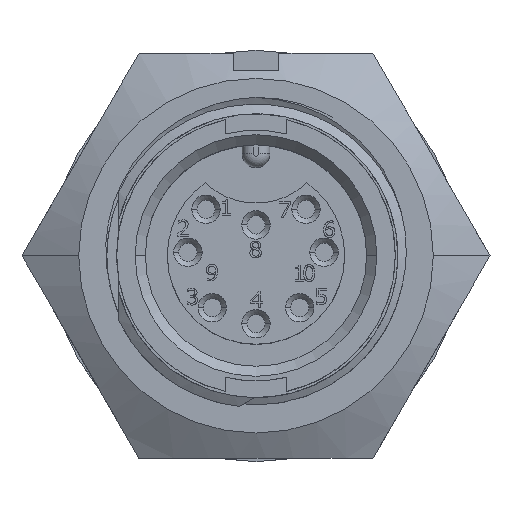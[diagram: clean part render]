
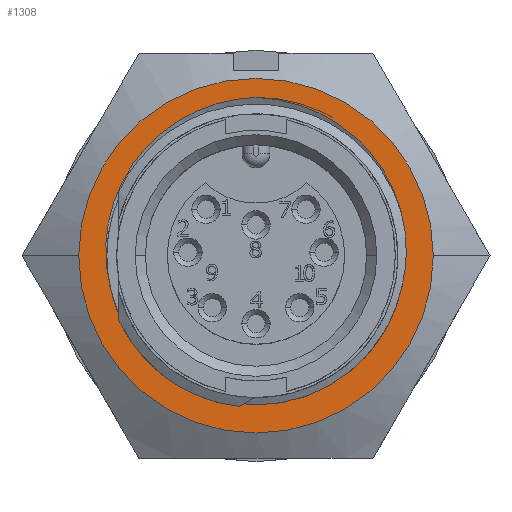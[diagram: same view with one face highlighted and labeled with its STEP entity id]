
A CAD part, top view. The second image highlights one B-rep face of the part: STEP entity #1308.
In plain terms, the highlighted planar face has unit normal (0, 0, 1).
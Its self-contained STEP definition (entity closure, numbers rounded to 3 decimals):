
#75 = B_SPLINE_CURVE_WITH_KNOTS ( 'NONE', 3,
 ( #29951, #2826, #12509, #17825, #25259, #15415, #22358, #3150, #7510, #5406, #12976, #30110, #17987, #104, #10087, #20257, #12660, #27377, #15094, #2981 ),
 .UNSPECIFIED., .F., .F.,
 ( 4, 2, 2, 2, 2, 2, 2, 2, 2, 4 ),
 ( 0., 0.001, 0.002, 0.003, 0.005, 0.007, 0.009, 0.01, 0.012, 0.014 ),
 .UNSPECIFIED. ) ;
#104 = CARTESIAN_POINT ( 'NONE',  ( 7.047, 2.994, -5.156 ) ) ;
#536 = ORIENTED_EDGE ( 'NONE', *, *, #4702, .T. ) ;
#849 = CARTESIAN_POINT ( 'NONE',  ( -6.877, -3.029, -5.156 ) ) ;
#887 = CARTESIAN_POINT ( 'NONE',  ( -5.156, 5.813, -5.156 ) ) ;
#1051 = CARTESIAN_POINT ( 'NONE',  ( -6.251, 4.521, -5.156 ) ) ;
#1308 = ADVANCED_FACE ( 'NONE', ( #27523, #14931 ), #17667, .F. ) ;
#1979 = ORIENTED_EDGE ( 'NONE', *, *, #24929, .F. ) ;
#2029 = AXIS2_PLACEMENT_3D ( 'NONE', #8978, #29019, #19153 ) ;
#2047 = CARTESIAN_POINT ( 'NONE',  ( -6.577, -3.601, -5.156 ) ) ;
#2826 = CARTESIAN_POINT ( 'NONE',  ( 0.286, 7.929, -5.156 ) ) ;
#2871 = EDGE_CURVE ( 'NONE', #27115, #8269, #15677, .T. ) ;
#2981 = CARTESIAN_POINT ( 'NONE',  ( 7.334, -1.47, -5.156 ) ) ;
#3145 = CARTESIAN_POINT ( 'NONE',  ( -5.866, -10.16, -5.156 ) ) ;
#3150 = CARTESIAN_POINT ( 'NONE',  ( 3.795, 6.845, -5.156 ) ) ;
#3295 = CARTESIAN_POINT ( 'NONE',  ( -7.517, -0.343, -5.156 ) ) ;
#3764 = CARTESIAN_POINT ( 'NONE',  ( -7.475, 1.358, -5.156 ) ) ;
#4012 = CIRCLE ( 'NONE', #28779, 8.89 ) ;
#4067 = CIRCLE ( 'NONE', #2029, 7.48 ) ;
#4680 = ORIENTED_EDGE ( 'NONE', *, *, #28567, .F. ) ;
#4702 = EDGE_CURVE ( 'NONE', #7693, #7315, #25276, .T. ) ;
#4773 = VERTEX_POINT ( 'NONE', #11182 ) ;
#4924 = EDGE_LOOP ( 'NONE', ( #21995, #29567, #24154, #9284, #536, #30437 ) ) ;
#5406 = CARTESIAN_POINT ( 'NONE',  ( 5.145, 5.822, -5.156 ) ) ;
#5721 = CARTESIAN_POINT ( 'NONE',  ( -7.534, -0.057, -5.156 ) ) ;
#6029 = CARTESIAN_POINT ( 'NONE',  ( -6.555, 4.03, -5.156 ) ) ;
#6192 = CARTESIAN_POINT ( 'NONE',  ( -2.248, 7.557, -5.156 ) ) ;
#6565 = CARTESIAN_POINT ( 'NONE',  ( -6.402, -3.87, -5.156 ) ) ;
#6724 = CARTESIAN_POINT ( 'NONE',  ( -6.877, -10.16, -5.156 ) ) ;
#7315 = VERTEX_POINT ( 'NONE', #24375 ) ;
#7510 = CARTESIAN_POINT ( 'NONE',  ( 4.269, 6.536, -5.156 ) ) ;
#7663 = DIRECTION ( 'NONE',  ( -1., 0., 0. ) ) ;
#7684 = CARTESIAN_POINT ( 'NONE',  ( -8.89, 0., -5.156 ) ) ;
#7693 = VERTEX_POINT ( 'NONE', #20796 ) ;
#8097 = DIRECTION ( 'NONE',  ( 0., 0., -1. ) ) ;
#8269 = VERTEX_POINT ( 'NONE', #849 ) ;
#8978 = CARTESIAN_POINT ( 'NONE',  ( 0., 0., -5.156 ) ) ;
#9149 = VERTEX_POINT ( 'NONE', #22866 ) ;
#9284 = ORIENTED_EDGE ( 'NONE', *, *, #27013, .F. ) ;
#10087 = CARTESIAN_POINT ( 'NONE',  ( 7.23, 2.457, -5.156 ) ) ;
#10102 = EDGE_CURVE ( 'NONE', #7315, #23164, #75, .T. ) ;
#10527 = CARTESIAN_POINT ( 'NONE',  ( 0., 0., -5.156 ) ) ;
#11182 = CARTESIAN_POINT ( 'NONE',  ( 8.89, 0., -5.156 ) ) ;
#12509 = CARTESIAN_POINT ( 'NONE',  ( 0.57, 7.904, -5.156 ) ) ;
#12660 = CARTESIAN_POINT ( 'NONE',  ( 7.537, 0.781, -5.156 ) ) ;
#12760 = CIRCLE ( 'NONE', #26195, 7.48 ) ;
#12976 = CARTESIAN_POINT ( 'NONE',  ( 5.55, 5.413, -5.156 ) ) ;
#13137 = CARTESIAN_POINT ( 'NONE',  ( 7.334, -1.47, -5.156 ) ) ;
#13445 = CARTESIAN_POINT ( 'NONE',  ( -5.552, 5.41, -5.156 ) ) ;
#14133 = DIRECTION ( 'NONE',  ( 0., -1., 0. ) ) ;
#14287 = CARTESIAN_POINT ( 'NONE',  ( -6.402, -3.87, -5.156 ) ) ;
#14522 = DIRECTION ( 'NONE',  ( 0., 0., -1. ) ) ;
#14931 = FACE_OUTER_BOUND ( 'NONE', #21143, .T. ) ;
#15094 = CARTESIAN_POINT ( 'NONE',  ( 7.466, -0.913, -5.156 ) ) ;
#15415 = CARTESIAN_POINT ( 'NONE',  ( 2.242, 7.558, -5.156 ) ) ;
#15512 = AXIS2_PLACEMENT_3D ( 'NONE', #3145, #22982, #7663 ) ;
#15571 = CARTESIAN_POINT ( 'NONE',  ( -1.142, 7.839, -5.156 ) ) ;
#15677 = B_SPLINE_CURVE_WITH_KNOTS ( 'NONE', 3,
 ( #14287, #2047, #22037, #29631 ),
 .UNSPECIFIED., .F., .F.,
 ( 4, 4 ),
 ( 0.008, 0.009 ),
 .UNSPECIFIED. ) ;
#17667 = PLANE ( 'NONE',  #15512 ) ;
#17825 = CARTESIAN_POINT ( 'NONE',  ( 1.136, 7.824, -5.156 ) ) ;
#17987 = CARTESIAN_POINT ( 'NONE',  ( 6.557, 4.028, -5.156 ) ) ;
#18288 = CARTESIAN_POINT ( 'NONE',  ( -7.334, -1.47, -5.156 ) ) ;
#18625 = CARTESIAN_POINT ( 'NONE',  ( 0., 0., -5.156 ) ) ;
#18875 = VERTEX_POINT ( 'NONE', #7684 ) ;
#19153 = DIRECTION ( 'NONE',  ( 1., 0., 0. ) ) ;
#19273 = DIRECTION ( 'NONE',  ( 1., 0., 0. ) ) ;
#20257 = CARTESIAN_POINT ( 'NONE',  ( 7.475, 1.355, -5.156 ) ) ;
#20723 = CARTESIAN_POINT ( 'NONE',  ( -7.45, -0.91, -5.156 ) ) ;
#20796 = CARTESIAN_POINT ( 'NONE',  ( -7.334, -1.47, -5.156 ) ) ;
#21019 = AXIS2_PLACEMENT_3D ( 'NONE', #10527, #8097, #27976 ) ;
#21143 = EDGE_LOOP ( 'NONE', ( #1979, #4680 ) ) ;
#21570 = LINE ( 'NONE', #6724, #29954 ) ;
#21995 = ORIENTED_EDGE ( 'NONE', *, *, #25363, .F. ) ;
#22037 = CARTESIAN_POINT ( 'NONE',  ( -6.736, -3.321, -5.156 ) ) ;
#22095 = DIRECTION ( 'NONE',  ( -1., 0., 0. ) ) ;
#22358 = CARTESIAN_POINT ( 'NONE',  ( 2.774, 7.36, -5.156 ) ) ;
#22466 = EDGE_CURVE ( 'NONE', #9149, #8269, #21570, .T. ) ;
#22866 = CARTESIAN_POINT ( 'NONE',  ( -6.877, -2.943, -5.156 ) ) ;
#22982 = DIRECTION ( 'NONE',  ( 0., 0., -1. ) ) ;
#23138 = CARTESIAN_POINT ( 'NONE',  ( -7.04, 3.009, -5.156 ) ) ;
#23164 = VERTEX_POINT ( 'NONE', #13137 ) ;
#23301 = CARTESIAN_POINT ( 'NONE',  ( -0.572, 7.92, -5.156 ) ) ;
#23455 = CARTESIAN_POINT ( 'NONE',  ( -7.225, 2.475, -5.156 ) ) ;
#23610 = CARTESIAN_POINT ( 'NONE',  ( -4.27, 6.536, -5.156 ) ) ;
#24125 = CIRCLE ( 'NONE', #21019, 8.89 ) ;
#24154 = ORIENTED_EDGE ( 'NONE', *, *, #22466, .F. ) ;
#24375 = CARTESIAN_POINT ( 'NONE',  ( 0., 7.938, -5.156 ) ) ;
#24929 = EDGE_CURVE ( 'NONE', #18875, #4773, #24125, .T. ) ;
#25259 = CARTESIAN_POINT ( 'NONE',  ( 1.417, 7.769, -5.156 ) ) ;
#25276 = B_SPLINE_CURVE_WITH_KNOTS ( 'NONE', 3,
 ( #18288, #28152, #20723, #3295, #5721, #30415, #3764, #23455, #23138, #6029, #1051, #13445, #887, #23610, #26048, #27841, #6192, #15571, #23301, #30720 ),
 .UNSPECIFIED., .F., .F.,
 ( 4, 2, 2, 2, 2, 2, 2, 2, 2, 4 ),
 ( 0., 0.001, 0.002, 0.003, 0.005, 0.007, 0.009, 0.01, 0.012, 0.014 ),
 .UNSPECIFIED. ) ;
#25363 = EDGE_CURVE ( 'NONE', #27115, #23164, #12760, .T. ) ;
#26048 = CARTESIAN_POINT ( 'NONE',  ( -3.795, 6.844, -5.156 ) ) ;
#26195 = AXIS2_PLACEMENT_3D ( 'NONE', #18625, #31551, #19273 ) ;
#27013 = EDGE_CURVE ( 'NONE', #7693, #9149, #4067, .T. ) ;
#27115 = VERTEX_POINT ( 'NONE', #6565 ) ;
#27377 = CARTESIAN_POINT ( 'NONE',  ( 7.532, -0.351, -5.156 ) ) ;
#27523 = FACE_BOUND ( 'NONE', #4924, .T. ) ;
#27841 = CARTESIAN_POINT ( 'NONE',  ( -2.787, 7.354, -5.156 ) ) ;
#27976 = DIRECTION ( 'NONE',  ( -1., 0., 0. ) ) ;
#28152 = CARTESIAN_POINT ( 'NONE',  ( -7.4, -1.192, -5.156 ) ) ;
#28567 = EDGE_CURVE ( 'NONE', #4773, #18875, #4012, .T. ) ;
#28779 = AXIS2_PLACEMENT_3D ( 'NONE', #31155, #14522, #22095 ) ;
#29019 = DIRECTION ( 'NONE',  ( 0., 0., 1. ) ) ;
#29567 = ORIENTED_EDGE ( 'NONE', *, *, #2871, .T. ) ;
#29631 = CARTESIAN_POINT ( 'NONE',  ( -6.877, -3.029, -5.156 ) ) ;
#29951 = CARTESIAN_POINT ( 'NONE',  ( 0., 7.938, -5.156 ) ) ;
#29954 = VECTOR ( 'NONE', #14133, 1000. ) ;
#30110 = CARTESIAN_POINT ( 'NONE',  ( 6.255, 4.516, -5.156 ) ) ;
#30415 = CARTESIAN_POINT ( 'NONE',  ( -7.536, 0.794, -5.156 ) ) ;
#30437 = ORIENTED_EDGE ( 'NONE', *, *, #10102, .T. ) ;
#30720 = CARTESIAN_POINT ( 'NONE',  ( 0., 7.938, -5.156 ) ) ;
#31155 = CARTESIAN_POINT ( 'NONE',  ( 0., 0., -5.156 ) ) ;
#31551 = DIRECTION ( 'NONE',  ( 0., 0., 1. ) ) ;
